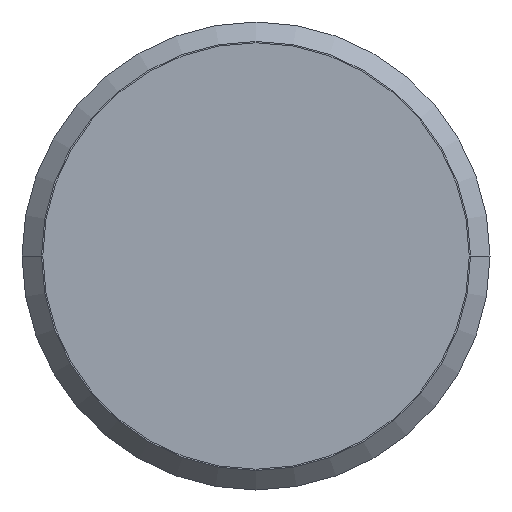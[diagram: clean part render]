
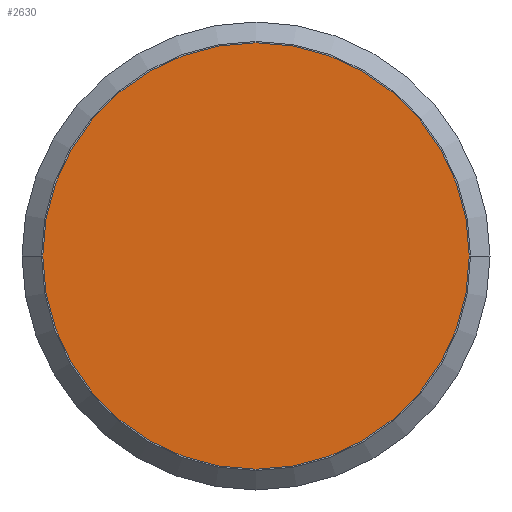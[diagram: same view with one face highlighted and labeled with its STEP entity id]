
A CAD part, front view. The second image highlights one B-rep face of the part: STEP entity #2630.
In plain terms, the highlighted planar face has unit normal (0, -1, 0).
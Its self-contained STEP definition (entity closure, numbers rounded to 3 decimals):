
#937=CARTESIAN_POINT('',(0.,-49.,0.));
#938=DIRECTION('',(0.,-1.,0.));
#939=DIRECTION('',(-1.,0.,0.));
#940=AXIS2_PLACEMENT_3D('',#937,#938,#939);
#942=CARTESIAN_POINT('',(0.,-49.,0.));
#943=DIRECTION('',(0.,-1.,0.));
#944=DIRECTION('',(1.,0.,0.));
#945=AXIS2_PLACEMENT_3D('',#942,#943,#944);
#959=CARTESIAN_POINT('',(-8.2,-49.,0.));
#960=CARTESIAN_POINT('',(8.2,-49.,0.));
#961=VERTEX_POINT('',#959);
#962=VERTEX_POINT('',#960);
#2621=CARTESIAN_POINT('',(0.,-49.,0.));
#2622=DIRECTION('',(0.,-1.,0.));
#2623=DIRECTION('',(-1.,0.,0.));
#2624=AXIS2_PLACEMENT_3D('',#2621,#2622,#2623);
#2625=PLANE('',#2624);
#2626=ORIENTED_EDGE('',*,*,#2587,.F.);
#2627=ORIENTED_EDGE('',*,*,#2608,.F.);
#2628=EDGE_LOOP('',(#2626,#2627));
#2629=FACE_OUTER_BOUND('',#2628,.F.);
#2630=ADVANCED_FACE('',(#2629),#2625,.T.);
#941=CIRCLE('',#940,8.2);
#946=CIRCLE('',#945,8.2);
#2587=EDGE_CURVE('',#961,#962,#941,.T.);
#2608=EDGE_CURVE('',#962,#961,#946,.T.);
